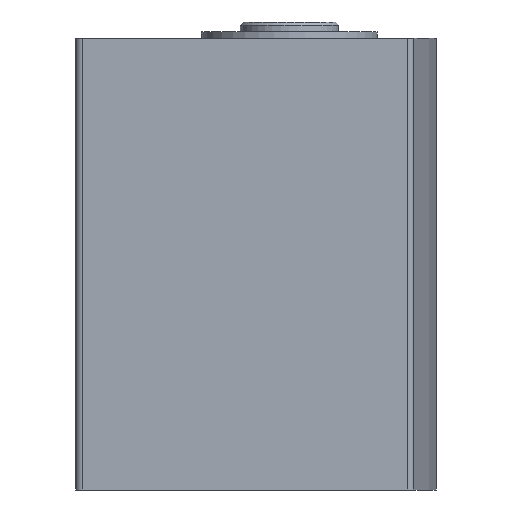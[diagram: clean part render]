
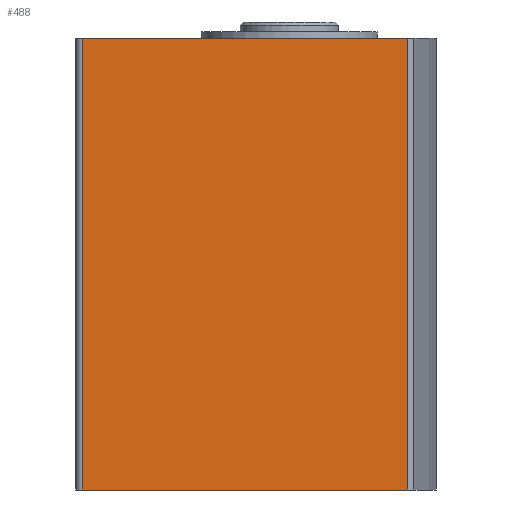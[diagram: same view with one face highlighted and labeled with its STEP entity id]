
A CAD part, left-side view. The second image highlights one B-rep face of the part: STEP entity #488.
In plain terms, the highlighted planar face has unit normal (-1, 0, 0).
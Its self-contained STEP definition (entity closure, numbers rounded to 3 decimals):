
#94=ORIENTED_EDGE('',*,*,#202,.F.);
#95=ORIENTED_EDGE('',*,*,#203,.F.);
#96=ORIENTED_EDGE('',*,*,#204,.T.);
#97=ORIENTED_EDGE('',*,*,#205,.T.);
#202=EDGE_CURVE('',#256,#257,#303,.T.);
#203=EDGE_CURVE('',#258,#256,#304,.T.);
#204=EDGE_CURVE('',#258,#259,#305,.T.);
#205=EDGE_CURVE('',#259,#257,#306,.T.);
#256=VERTEX_POINT('',#815);
#257=VERTEX_POINT('',#816);
#258=VERTEX_POINT('',#818);
#259=VERTEX_POINT('',#820);
#303=LINE('',#814,#317);
#304=LINE('',#817,#318);
#305=LINE('',#819,#319);
#306=LINE('',#821,#320);
#317=VECTOR('',#638,1000.);
#318=VECTOR('',#639,1000.);
#319=VECTOR('',#640,1000.);
#320=VECTOR('',#641,1000.);
#331=EDGE_LOOP('',(#94,#95,#96,#97));
#401=FACE_BOUND('',#331,.T.);
#472=PLANE('',#553);
#488=ADVANCED_FACE('',(#401),#472,.T.);
#553=AXIS2_PLACEMENT_3D('',#813,#636,#637);
#636=DIRECTION('',(-1.,0.,0.));
#637=DIRECTION('',(0.,0.,1.));
#638=DIRECTION('',(0.,-1.,0.));
#639=DIRECTION('',(0.,0.,1.));
#640=DIRECTION('',(0.,-1.,0.));
#641=DIRECTION('',(0.,0.,1.));
#813=CARTESIAN_POINT('',(-10.,12.6,-27.5));
#814=CARTESIAN_POINT('',(-10.,12.6,0.));
#815=CARTESIAN_POINT('',(-10.,12.6,0.));
#816=CARTESIAN_POINT('',(-10.,-7.199,0.));
#817=CARTESIAN_POINT('',(-10.,12.6,-27.5));
#818=CARTESIAN_POINT('',(-10.,12.6,-27.5));
#819=CARTESIAN_POINT('',(-10.,12.6,-27.5));
#820=CARTESIAN_POINT('',(-10.,-7.199,-27.5));
#821=CARTESIAN_POINT('',(-10.,-7.199,-27.5));
